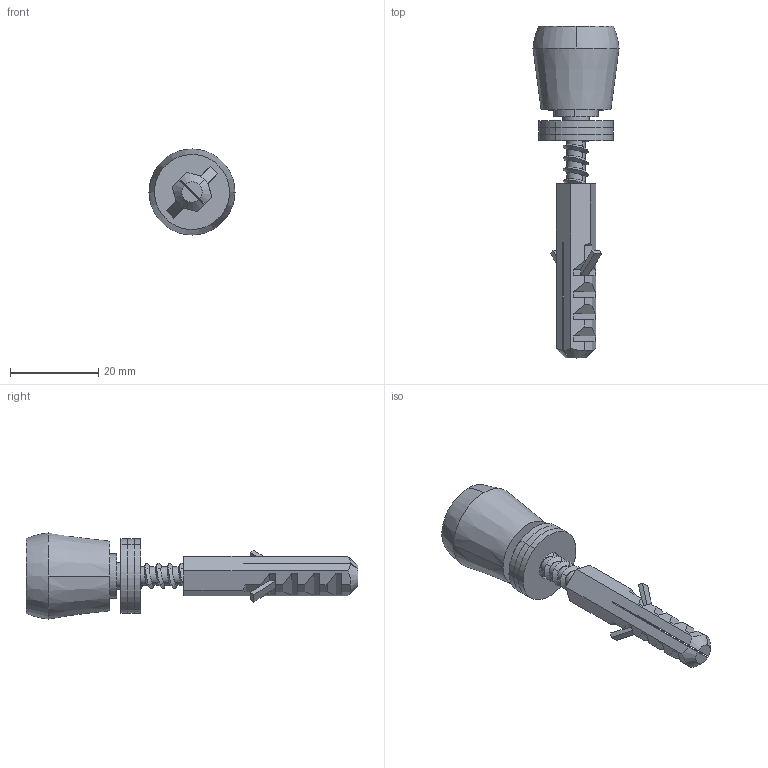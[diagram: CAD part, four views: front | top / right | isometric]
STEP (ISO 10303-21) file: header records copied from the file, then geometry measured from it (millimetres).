
FILE_DESCRIPTION (( 'STEP AP203' ), '1' );
FILE_NAME ('1.33.N58.STEP', '2019-06-04T11:18:01', ( '' ), ( '' ), 'SwSTEP 2.0', 'SolidWorks 2018', '' );
FILE_SCHEMA (( 'CONFIG_CONTROL_DESIGN' ));
Length unit declared in the file: millimetre
Products named in the file (1): 1.33.N58
Bounding box: 19.5 x 75.17 x 19.5 mm (x, y, z)
Volume: 7683 mm3; surface area: 7719.3 mm2
Topology: 7 solids, 7 shells, 231 faces, 617 edges, 399 vertices
Faces by surface type: plane 103, cone 79, cylinder 47, bspline 2
Entity records: 8064 total; most frequent: CARTESIAN_POINT 2328, ORIENTED_EDGE 1230, DIRECTION 1145, EDGE_CURVE 615, AXIS2_PLACEMENT_3D 428, VERTEX_POINT 399, LINE 289, VECTOR 289
